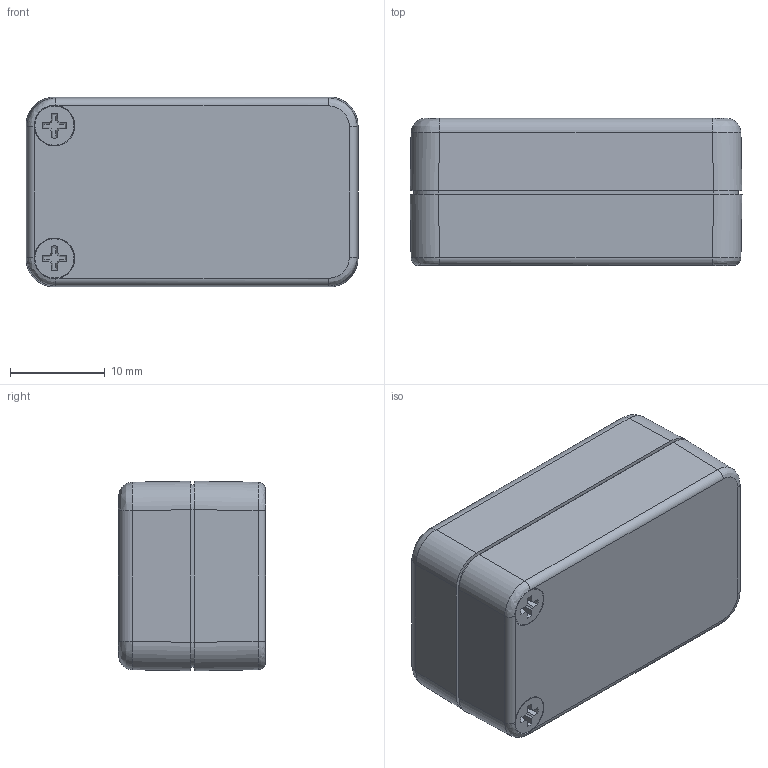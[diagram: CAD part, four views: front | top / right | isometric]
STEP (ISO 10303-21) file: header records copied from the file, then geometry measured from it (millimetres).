
FILE_DESCRIPTION(/* description */ (''),/* implementation_level */ '2;1');
FILE_NAME(/* name */ '1551A.stp',/* time_stamp */ '2017-05-24T15:05:41-04:00',/* author */ ('mbeerman'),/* organization */ (''),/* preprocessor_version */ 'ST-DEVELOPER v16.1',/* originating_system */ 'Autodesk Inventor 2016',/* authorisation */ '');
FILE_SCHEMA (('AUTOMOTIVE_DESIGN { 1 0 10303 214 3 1 1 }'));
Products named in the file (4): 1551A bot; 1551A top; #14300; 1551A
Assembly tree (2 placements, depth 2):
  #14300
  1551A
    1551A bot
    1551A top
Bounding box: 35 x 15.5 x 20 mm (x, y, z)
Volume: 4623.9 mm3; surface area: 6053.7 mm2
Topology: 4 solids, 4 shells, 448 faces, 1158 edges, 740 vertices
Faces by surface type: plane 260, bspline 78, cylinder 68, cone 24, sphere 14, torus 4
Full cylindrical faces by diameter (mm): 1.6 x2, 1.9 x2, 2.184 x2, 2.5 x2, 4.14 x2, 4.3 x2
Entity records: 14299 total; most frequent: CARTESIAN_POINT 4457, ORIENTED_EDGE 2126, DIRECTION 1788, EDGE_CURVE 1063, LINE 720, VECTOR 720, VERTEX_POINT 691, AXIS2_PLACEMENT_3D 534
